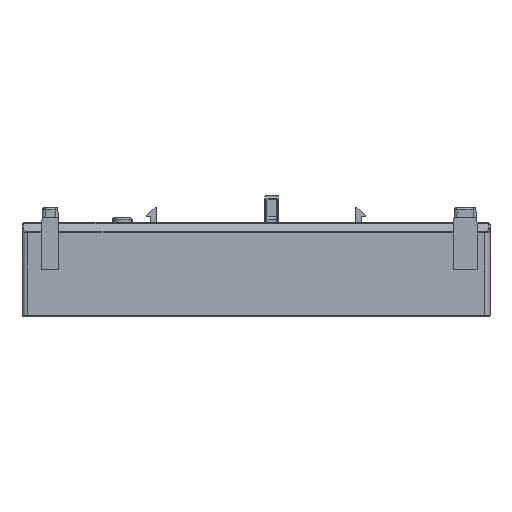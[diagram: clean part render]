
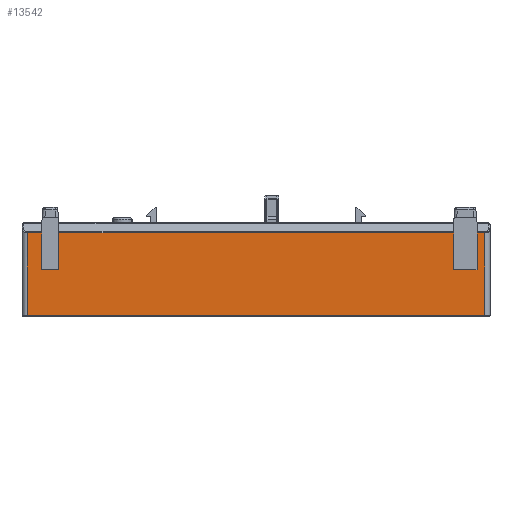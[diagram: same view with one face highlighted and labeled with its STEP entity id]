
A CAD part, front view. The second image highlights one B-rep face of the part: STEP entity #13542.
In plain terms, the highlighted planar face has unit normal (0, -1, 0).
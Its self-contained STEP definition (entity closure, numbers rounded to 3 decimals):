
#3638=DIRECTION('',(0.,0.,-1.));
#3639=VECTOR('',#3638,7.076);
#3640=CARTESIAN_POINT('',(3.8,3.2,-6.474));
#3641=LINE('',#3640,#3639);
#3651=DIRECTION('',(-1.,0.,0.));
#3652=VECTOR('',#3651,3.301);
#3653=CARTESIAN_POINT('',(7.101,3.2,-13.55));
#3654=LINE('',#3653,#3652);
#3655=DIRECTION('',(0.,0.,-1.));
#3656=VECTOR('',#3655,7.076);
#3657=CARTESIAN_POINT('',(7.101,3.2,-6.474));
#3658=LINE('',#3657,#3656);
#3659=DIRECTION('',(0.,0.,1.));
#3660=VECTOR('',#3659,7.076);
#3661=CARTESIAN_POINT('',(83.,3.2,-13.55));
#3662=LINE('',#3661,#3660);
#3663=DIRECTION('',(-1.,0.,0.));
#3664=VECTOR('',#3663,4.5);
#3665=CARTESIAN_POINT('',(87.5,3.2,-13.55));
#3666=LINE('',#3665,#3664);
#3667=DIRECTION('',(0.,0.,-1.));
#3668=VECTOR('',#3667,7.076);
#3669=CARTESIAN_POINT('',(87.5,3.2,-6.474));
#3670=LINE('',#3669,#3668);
#3675=DIRECTION('',(0.,0.,-1.));
#3676=VECTOR('',#3675,15.776);
#3677=CARTESIAN_POINT('',(1.,3.2,-6.474));
#3678=LINE('',#3677,#3676);
#3858=DIRECTION('',(-1.,0.,0.));
#3859=VECTOR('',#3858,88.);
#3860=CARTESIAN_POINT('',(89.,3.2,-22.25));
#3861=LINE('',#3860,#3859);
#4510=DIRECTION('',(1.,0.,0.));
#4511=VECTOR('',#4510,1.5);
#4512=CARTESIAN_POINT('',(87.5,3.2,-6.474));
#4513=LINE('',#4512,#4511);
#4527=DIRECTION('',(0.,0.,1.));
#4528=VECTOR('',#4527,15.776);
#4529=CARTESIAN_POINT('',(89.,3.2,-22.25));
#4530=LINE('',#4529,#4528);
#5232=DIRECTION('',(1.,0.,0.));
#5233=VECTOR('',#5232,2.8);
#5234=CARTESIAN_POINT('',(1.,3.2,-6.474));
#5235=LINE('',#5234,#5233);
#5383=DIRECTION('',(1.,0.,0.));
#5384=VECTOR('',#5383,75.899);
#5385=CARTESIAN_POINT('',(7.101,3.2,-6.474));
#5386=LINE('',#5385,#5384);
#6648=CARTESIAN_POINT('',(3.8,3.2,-6.474));
#6650=VERTEX_POINT('',#6648);
#6676=CARTESIAN_POINT('',(7.101,3.2,-6.474));
#6677=VERTEX_POINT('',#6676);
#6693=CARTESIAN_POINT('',(83.,3.2,-6.474));
#6694=VERTEX_POINT('',#6693);
#6724=CARTESIAN_POINT('',(87.5,3.2,-6.474));
#6726=VERTEX_POINT('',#6724);
#7251=CARTESIAN_POINT('',(1.,3.2,-22.25));
#7252=VERTEX_POINT('',#7251);
#7429=CARTESIAN_POINT('',(89.,3.2,-22.25));
#7430=VERTEX_POINT('',#7429);
#7512=CARTESIAN_POINT('',(3.8,3.2,-13.55));
#7514=VERTEX_POINT('',#7512);
#7516=CARTESIAN_POINT('',(7.101,3.2,-13.55));
#7518=VERTEX_POINT('',#7516);
#7520=CARTESIAN_POINT('',(83.,3.2,-13.55));
#7522=VERTEX_POINT('',#7520);
#7523=CARTESIAN_POINT('',(87.5,3.2,-13.55));
#7525=VERTEX_POINT('',#7523);
#7895=CARTESIAN_POINT('',(1.,3.2,-6.474));
#7896=VERTEX_POINT('',#7895);
#7897=CARTESIAN_POINT('',(89.,3.2,-6.474));
#7899=VERTEX_POINT('',#7897);
#13515=CARTESIAN_POINT('',(0.,3.2,-13.55));
#13516=DIRECTION('',(0.,-1.,0.));
#13517=DIRECTION('',(1.,0.,0.));
#13518=AXIS2_PLACEMENT_3D('',#13515,#13516,#13517);
#13519=PLANE('',#13518);
#13521=ORIENTED_EDGE('',*,*,#13520,.F.);
#13523=ORIENTED_EDGE('',*,*,#13522,.T.);
#13524=ORIENTED_EDGE('',*,*,#13501,.T.);
#13525=ORIENTED_EDGE('',*,*,#13462,.F.);
#13527=ORIENTED_EDGE('',*,*,#13526,.F.);
#13529=ORIENTED_EDGE('',*,*,#13528,.T.);
#13530=ORIENTED_EDGE('',*,*,#13438,.F.);
#13531=ORIENTED_EDGE('',*,*,#13483,.F.);
#13533=ORIENTED_EDGE('',*,*,#13532,.F.);
#13535=ORIENTED_EDGE('',*,*,#13534,.T.);
#13537=ORIENTED_EDGE('',*,*,#13536,.F.);
#13539=ORIENTED_EDGE('',*,*,#13538,.T.);
#13540=EDGE_LOOP('',(#13521,#13523,#13524,#13525,#13527,#13529,#13530,#13531,
#13533,#13535,#13537,#13539));
#13541=FACE_OUTER_BOUND('',#13540,.F.);
#13542=ADVANCED_FACE('',(#13541),#13519,.T.);
#13438=EDGE_CURVE('',#7522,#6694,#3662,.T.);
#13462=EDGE_CURVE('',#7518,#7514,#3654,.T.);
#13483=EDGE_CURVE('',#7525,#7522,#3666,.T.);
#13501=EDGE_CURVE('',#6650,#7514,#3641,.T.);
#13520=EDGE_CURVE('',#7896,#7252,#3678,.T.);
#13522=EDGE_CURVE('',#7896,#6650,#5235,.T.);
#13526=EDGE_CURVE('',#6677,#7518,#3658,.T.);
#13528=EDGE_CURVE('',#6677,#6694,#5386,.T.);
#13532=EDGE_CURVE('',#6726,#7525,#3670,.T.);
#13534=EDGE_CURVE('',#6726,#7899,#4513,.T.);
#13536=EDGE_CURVE('',#7430,#7899,#4530,.T.);
#13538=EDGE_CURVE('',#7430,#7252,#3861,.T.);
